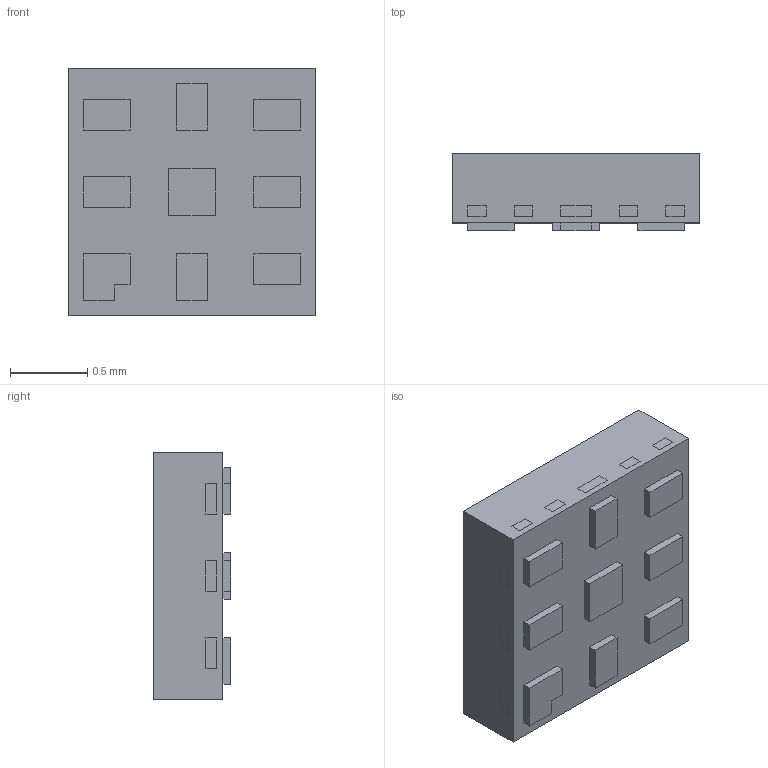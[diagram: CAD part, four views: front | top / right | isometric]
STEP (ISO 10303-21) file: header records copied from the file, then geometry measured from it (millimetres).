
FILE_DESCRIPTION (( 'STEP AP214' ), '1' );
FILE_NAME ('SOT902-2.STEP', '2020-09-20T19:27:16', ( '' ), ( '' ), 'SwSTEP 2.0', 'SolidWorks 2017', '' );
FILE_SCHEMA (( 'AUTOMOTIVE_DESIGN' ));
Length unit declared in the file: millimetre
Products named in the file (1): SOT902-2
Bounding box: 1.6 x 0.5 x 1.6 mm (x, y, z)
Volume: 1.2 mm3; surface area: 10.8 mm2
Topology: 27 solids, 27 shells, 245 faces, 522 edges, 348 vertices
Faces by surface type: plane 241, cylinder 4
Entity records: 6732 total; most frequent: CARTESIAN_POINT 1116, ORIENTED_EDGE 1044, DIRECTION 1022, EDGE_CURVE 522, LINE 514, VECTOR 514, VERTEX_POINT 348, EDGE_LOOP 262
